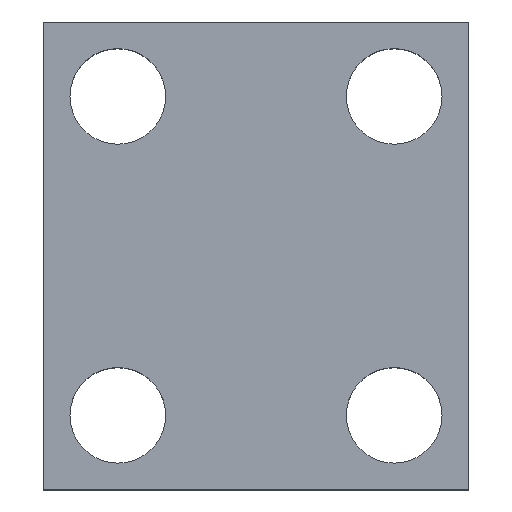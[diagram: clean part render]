
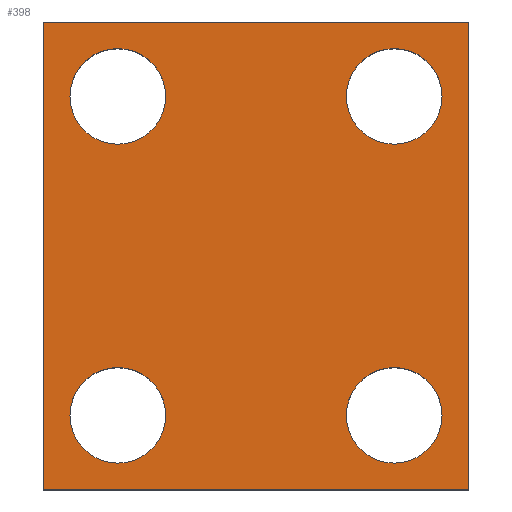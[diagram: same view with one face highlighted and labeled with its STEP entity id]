
A CAD part, top view. The second image highlights one B-rep face of the part: STEP entity #398.
In plain terms, the highlighted planar face has unit normal (0, 0, 1).
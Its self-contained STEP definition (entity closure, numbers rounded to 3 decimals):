
#81=DIRECTION('',(1.,0.,0.));
#82=VECTOR('',#81,40.);
#83=CARTESIAN_POINT('',(0.,0.,13.));
#84=LINE('',#83,#82);
#85=DIRECTION('',(0.,-1.,0.));
#86=VECTOR('',#85,44.);
#87=CARTESIAN_POINT('',(0.,44.,13.));
#88=LINE('',#87,#86);
#89=DIRECTION('',(-1.,0.,0.));
#90=VECTOR('',#89,40.);
#91=CARTESIAN_POINT('',(40.,44.,13.));
#92=LINE('',#91,#90);
#93=DIRECTION('',(0.,1.,0.));
#94=VECTOR('',#93,44.);
#95=CARTESIAN_POINT('',(40.,0.,13.));
#96=LINE('',#95,#94);
#97=CARTESIAN_POINT('',(7.,37.,13.));
#98=DIRECTION('',(0.,0.,1.));
#99=DIRECTION('',(1.,0.,0.));
#100=AXIS2_PLACEMENT_3D('',#97,#98,#99);
#102=CARTESIAN_POINT('',(7.,37.,13.));
#103=DIRECTION('',(0.,0.,1.));
#104=DIRECTION('',(-1.,0.,0.));
#105=AXIS2_PLACEMENT_3D('',#102,#103,#104);
#107=CARTESIAN_POINT('',(7.,7.,13.));
#108=DIRECTION('',(0.,0.,1.));
#109=DIRECTION('',(1.,0.,0.));
#110=AXIS2_PLACEMENT_3D('',#107,#108,#109);
#112=CARTESIAN_POINT('',(7.,7.,13.));
#113=DIRECTION('',(0.,0.,1.));
#114=DIRECTION('',(-1.,0.,0.));
#115=AXIS2_PLACEMENT_3D('',#112,#113,#114);
#117=CARTESIAN_POINT('',(33.,7.,13.));
#118=DIRECTION('',(0.,0.,1.));
#119=DIRECTION('',(1.,0.,0.));
#120=AXIS2_PLACEMENT_3D('',#117,#118,#119);
#122=CARTESIAN_POINT('',(33.,7.,13.));
#123=DIRECTION('',(0.,0.,1.));
#124=DIRECTION('',(-1.,0.,0.));
#125=AXIS2_PLACEMENT_3D('',#122,#123,#124);
#127=CARTESIAN_POINT('',(33.,37.,13.));
#128=DIRECTION('',(0.,0.,1.));
#129=DIRECTION('',(1.,0.,0.));
#130=AXIS2_PLACEMENT_3D('',#127,#128,#129);
#132=CARTESIAN_POINT('',(33.,37.,13.));
#133=DIRECTION('',(0.,0.,1.));
#134=DIRECTION('',(-1.,0.,0.));
#135=AXIS2_PLACEMENT_3D('',#132,#133,#134);
#221=CARTESIAN_POINT('',(0.,0.,13.));
#222=CARTESIAN_POINT('',(40.,0.,13.));
#223=VERTEX_POINT('',#221);
#224=VERTEX_POINT('',#222);
#225=CARTESIAN_POINT('',(40.,44.,13.));
#226=VERTEX_POINT('',#225);
#227=CARTESIAN_POINT('',(0.,44.,13.));
#228=VERTEX_POINT('',#227);
#233=CARTESIAN_POINT('',(11.5,37.,13.));
#234=CARTESIAN_POINT('',(2.5,37.,13.));
#235=VERTEX_POINT('',#233);
#236=VERTEX_POINT('',#234);
#241=CARTESIAN_POINT('',(11.5,7.,13.));
#242=CARTESIAN_POINT('',(2.5,7.,13.));
#243=VERTEX_POINT('',#241);
#244=VERTEX_POINT('',#242);
#249=CARTESIAN_POINT('',(37.5,7.,13.));
#250=CARTESIAN_POINT('',(28.5,7.,13.));
#251=VERTEX_POINT('',#249);
#252=VERTEX_POINT('',#250);
#257=CARTESIAN_POINT('',(37.5,37.,13.));
#258=CARTESIAN_POINT('',(28.5,37.,13.));
#259=VERTEX_POINT('',#257);
#260=VERTEX_POINT('',#258);
#361=CARTESIAN_POINT('',(0.,0.,13.));
#362=DIRECTION('',(0.,0.,1.));
#363=DIRECTION('',(1.,0.,0.));
#364=AXIS2_PLACEMENT_3D('',#361,#362,#363);
#365=PLANE('',#364);
#367=ORIENTED_EDGE('',*,*,#366,.F.);
#369=ORIENTED_EDGE('',*,*,#368,.F.);
#371=ORIENTED_EDGE('',*,*,#370,.F.);
#373=ORIENTED_EDGE('',*,*,#372,.F.);
#374=EDGE_LOOP('',(#367,#369,#371,#373));
#375=FACE_OUTER_BOUND('',#374,.F.);
#376=ORIENTED_EDGE('',*,*,#341,.T.);
#377=ORIENTED_EDGE('',*,*,#355,.T.);
#378=EDGE_LOOP('',(#376,#377));
#379=FACE_BOUND('',#378,.F.);
#381=ORIENTED_EDGE('',*,*,#380,.T.);
#383=ORIENTED_EDGE('',*,*,#382,.T.);
#384=EDGE_LOOP('',(#381,#383));
#385=FACE_BOUND('',#384,.F.);
#387=ORIENTED_EDGE('',*,*,#386,.T.);
#389=ORIENTED_EDGE('',*,*,#388,.T.);
#390=EDGE_LOOP('',(#387,#389));
#391=FACE_BOUND('',#390,.F.);
#393=ORIENTED_EDGE('',*,*,#392,.T.);
#395=ORIENTED_EDGE('',*,*,#394,.T.);
#396=EDGE_LOOP('',(#393,#395));
#397=FACE_BOUND('',#396,.F.);
#398=ADVANCED_FACE('',(#375,#379,#385,#391,#397),#365,.T.);
#101=CIRCLE('',#100,4.5);
#106=CIRCLE('',#105,4.5);
#111=CIRCLE('',#110,4.5);
#116=CIRCLE('',#115,4.5);
#121=CIRCLE('',#120,4.5);
#126=CIRCLE('',#125,4.5);
#131=CIRCLE('',#130,4.5);
#136=CIRCLE('',#135,4.5);
#341=EDGE_CURVE('',#235,#236,#101,.T.);
#355=EDGE_CURVE('',#236,#235,#106,.T.);
#366=EDGE_CURVE('',#223,#224,#84,.T.);
#368=EDGE_CURVE('',#228,#223,#88,.T.);
#370=EDGE_CURVE('',#226,#228,#92,.T.);
#372=EDGE_CURVE('',#224,#226,#96,.T.);
#380=EDGE_CURVE('',#243,#244,#111,.T.);
#382=EDGE_CURVE('',#244,#243,#116,.T.);
#386=EDGE_CURVE('',#251,#252,#121,.T.);
#388=EDGE_CURVE('',#252,#251,#126,.T.);
#392=EDGE_CURVE('',#259,#260,#131,.T.);
#394=EDGE_CURVE('',#260,#259,#136,.T.);
